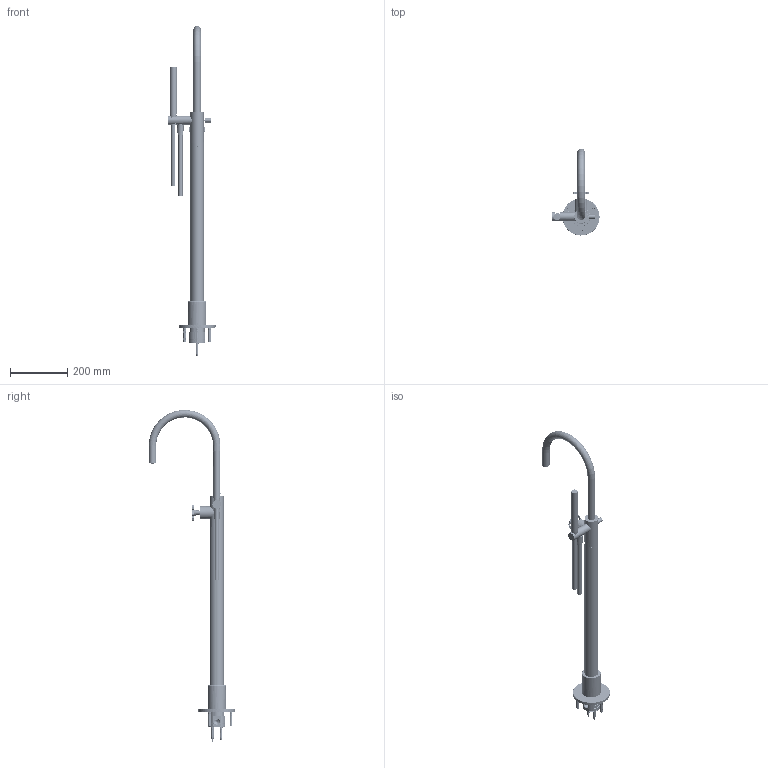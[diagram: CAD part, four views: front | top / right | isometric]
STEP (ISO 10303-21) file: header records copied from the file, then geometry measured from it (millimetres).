
FILE_DESCRIPTION(/* description */ ('Unknown'),/* implementation_level */ '2;1');
FILE_NAME(/* name */ 'CW077-00',/* time_stamp */ '2019-11-06T07:48:47+01:00',/* author */ ('Unknown'),/* organization */ ('Unknown'),/* preprocessor_version */ 'ST-DEVELOPER v16.7',/* originating_system */ 'DEX',/* authorisation */ $);
FILE_SCHEMA (('AUTOMOTIVE_DESIGN {1 0 10303 214 3 1 1}'));
Products named in the file (111): CW077-00; B077-003_oa_0; parte superiore; oring7.65x1.78.1; treccia__S_x12.2; SA40-003_1; bussola_aggraffatura.2; tubo_epdm8.2; parte inferiore_oa_1; bussola_aggraffatura.2.1_oa_2; guarnizione_inserita_oa_3; codolo_cartella.1_oa_4; calotta_3-8_oa_5; B077-15; B077-11; B077-008; B077-17; B077-42; B077-16; CW031-04; B077-08_oa_6; CW003-07; CW003-06; CW004-01; B077-06; B077-002_oa_7; parte inferiore_oa_8; bussola_aggraffatura.2.1_oa_9; guarnizione_inserita_oa_10; codolo_cartella.1_oa_11; calotta_3-8_oa_12; CW077-02; B077-006; B077-41; B077-10; B077-23; B077-02; B077-43; B077-09; B077-47 ...
Assembly tree (125 placements, depth 4):
  CW077-00
    B077-003_oa_0
      parte superiore
        oring7.65x1.78.1
        treccia__S_x12.2
        SA40-003_1
        bussola_aggraffatura.2
        tubo_epdm8.2
      parte inferiore_oa_1
        bussola_aggraffatura.2.1_oa_2
        guarnizione_inserita_oa_3
        codolo_cartella.1_oa_4
        calotta_3-8_oa_5
        treccia__S_x12.2
    B077-15
    B077-11
    B077-008
      B077-17
      B077-42
    B077-16
    CW031-04  x2
    B077-08_oa_6
    CW003-07
    CW003-06
    CW004-01
    B077-06  x2
    B077-002_oa_7
      parte superiore
        oring7.65x1.78.1
        treccia__S_x12.2
        SA40-003_1
        bussola_aggraffatura.2
        tubo_epdm8.2
      parte inferiore_oa_8
        bussola_aggraffatura.2.1_oa_9
        guarnizione_inserita_oa_10
        codolo_cartella.1_oa_11
        calotta_3-8_oa_12
        treccia__S_x12.2
    CW077-02
    B077-006
      B077-41
      B077-10
      B077-23
      B077-02
      B077-43
      B077-09
    B077-47
    B077-007
      B077-21 new
      B077-25
      B077-47
      B077-05
    B077-001
      B077-10
      B077-27
    B077-010_oa_13
      B077-35_oa_14
      B077-36_oa_15
      CB077-07_oa_16
Bounding box: 164.75 x 302.75 x 1161.05 mm (x, y, z)
Volume: 1121651.2 mm3; surface area: 777060.8 mm2
Topology: 112 solids, 112 shells, 4092 faces, 10038 edges, 6266 vertices
Faces by surface type: cylinder 1375, plane 1199, bspline 759, torus 399, cone 358, sphere 2
Full cylindrical faces by diameter (mm): 1.3 x9, 1.5 x24, 1.6 x12, 2 x7, 2.2 x18, 2.25 x16, 2.5 x21, 3.242 x1, 3.3 x3, 3.35 x1, 4 x8, 4.2 x2, 4.8 x2, 4.9 x1, 5 x13, 5.2 x15, 5.25 x1, 5.5 x5, 5.8 x1, 6 x14, 6.3 x1, 6.4 x3, 6.5 x3, 6.8 x1, 6.9 x8, 6.95 x1, 7 x12, 7.2 x4, 7.3 x1, 7.5 x6
Entity records: 143192 total; most frequent: CARTESIAN_POINT 40337, ORIENTED_EDGE 16738, DIRECTION 16230, EDGE_CURVE 8369, AXIS2_PLACEMENT_3D 6814, VERTEX_POINT 5610, FACE_BOUND 5237, EDGE_LOOP 5205
